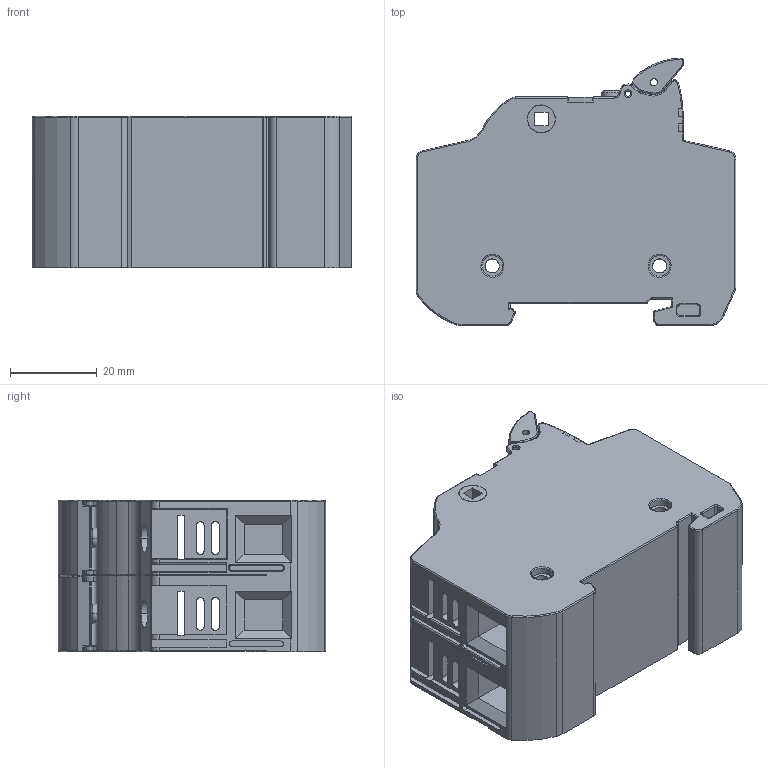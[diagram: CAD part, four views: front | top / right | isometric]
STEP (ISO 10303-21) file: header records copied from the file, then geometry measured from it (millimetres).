
FILE_DESCRIPTION (( 'STEP AP214' ), '1' );
FILE_NAME ('EHCC2DIU-6.STEP', '2018-05-10T11:30:48', ( '' ), ( '' ), 'SwSTEP 2.0', 'SolidWorks 2017', '' );
FILE_SCHEMA (( 'AUTOMOTIVE_DESIGN' ));
Length unit declared in the file: inch
Products named in the file (1): EHCC2DIU-6
Bounding box: 73.88 x 61.82 x 35.01 mm (x, y, z)
Volume: 105491.2 mm3; surface area: 33975.4 mm2
Topology: 1 solids, 6 shells, 1062 faces, 2779 edges, 1776 vertices
Faces by surface type: plane 497, cylinder 333, bspline 208, cone 24
Entity records: 43117 total; most frequent: CARTESIAN_POINT 18866, ORIENTED_EDGE 5558, DIRECTION 4128, EDGE_CURVE 2779, VERTEX_POINT 1776, LINE 1654, VECTOR 1654, AXIS2_PLACEMENT_3D 1237
